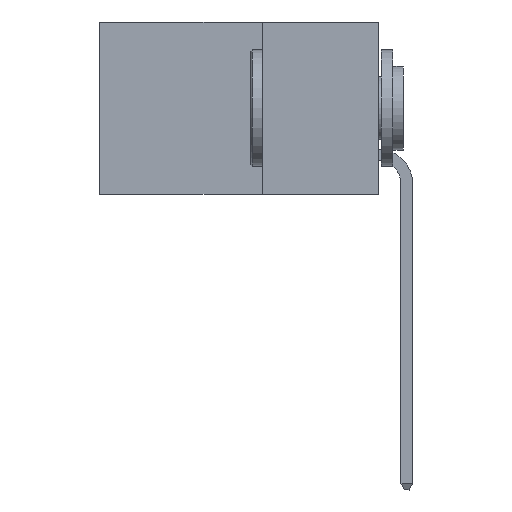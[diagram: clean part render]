
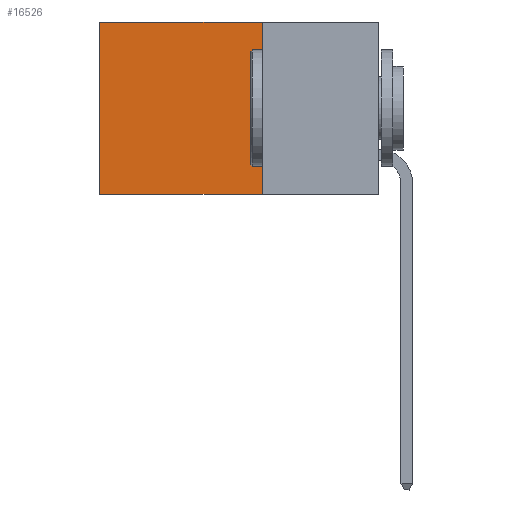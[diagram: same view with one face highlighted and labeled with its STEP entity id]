
A CAD part, left-side view. The second image highlights one B-rep face of the part: STEP entity #16526.
In plain terms, the highlighted planar face has unit normal (-1, 0, 0).
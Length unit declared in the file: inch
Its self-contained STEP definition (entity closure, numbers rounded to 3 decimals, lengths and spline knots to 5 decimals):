
#564 = DIRECTION ( 'NONE',  ( 0., 1., 0. ) ) ;
#764 = VERTEX_POINT ( 'NONE', #19603 ) ;
#1924 = DIRECTION ( 'NONE',  ( 1., 0., 0. ) ) ;
#4053 = CARTESIAN_POINT ( 'NONE',  ( 0.2615, 0.25, 0. ) ) ;
#4466 = VERTEX_POINT ( 'NONE', #7558 ) ;
#5093 = DIRECTION ( 'NONE',  ( 0., 0., -1. ) ) ;
#5512 = CARTESIAN_POINT ( 'NONE',  ( 0.2615, 0.6, -0.37 ) ) ;
#6607 = ORIENTED_EDGE ( 'NONE', *, *, #7909, .F. ) ;
#7558 = CARTESIAN_POINT ( 'NONE',  ( 0.2615, 0.6, 0. ) ) ;
#7757 = VECTOR ( 'NONE', #564, 39.37008 ) ;
#7909 = EDGE_CURVE ( 'NONE', #11378, #764, #9781, .T. ) ;
#9625 = DIRECTION ( 'NONE',  ( 0., 0., -1. ) ) ;
#9778 = VECTOR ( 'NONE', #19714, 39.37008 ) ;
#9781 = LINE ( 'NONE', #12078, #12049 ) ;
#9835 = PLANE ( 'NONE',  #16908 ) ;
#10160 = CARTESIAN_POINT ( 'NONE',  ( 0.2615, 0.25, -0.37 ) ) ;
#10744 = EDGE_CURVE ( 'NONE', #764, #20015, #11397, .T. ) ;
#11378 = VERTEX_POINT ( 'NONE', #19880 ) ;
#11397 = LINE ( 'NONE', #10160, #7757 ) ;
#11964 = DIRECTION ( 'NONE',  ( 0., 1., 0. ) ) ;
#12049 = VECTOR ( 'NONE', #5093, 39.37008 ) ;
#12078 = CARTESIAN_POINT ( 'NONE',  ( 0.2615, 0.25, -0.37 ) ) ;
#13012 = EDGE_CURVE ( 'NONE', #4466, #20015, #19835, .T. ) ;
#14212 = ORIENTED_EDGE ( 'NONE', *, *, #13012, .T. ) ;
#15703 = ORIENTED_EDGE ( 'NONE', *, *, #16140, .T. ) ;
#15709 = ORIENTED_EDGE ( 'NONE', *, *, #10744, .F. ) ;
#16140 = EDGE_CURVE ( 'NONE', #11378, #4466, #17036, .T. ) ;
#16255 = CARTESIAN_POINT ( 'NONE',  ( 0.2615, 0.25, -0.37 ) ) ;
#16526 = ADVANCED_FACE ( 'NONE', ( #17810 ), #9835, .F. ) ;
#16534 = VECTOR ( 'NONE', #11964, 39.37008 ) ;
#16602 = EDGE_LOOP ( 'NONE', ( #14212, #15709, #6607, #15703 ) ) ;
#16908 = AXIS2_PLACEMENT_3D ( 'NONE', #16255, #1924, #9625 ) ;
#17036 = LINE ( 'NONE', #4053, #16534 ) ;
#17810 = FACE_OUTER_BOUND ( 'NONE', #16602, .T. ) ;
#18593 = CARTESIAN_POINT ( 'NONE',  ( 0.2615, 0.6, -0.37 ) ) ;
#19603 = CARTESIAN_POINT ( 'NONE',  ( 0.2615, 0.25, -0.37 ) ) ;
#19714 = DIRECTION ( 'NONE',  ( 0., 0., -1. ) ) ;
#19835 = LINE ( 'NONE', #5512, #9778 ) ;
#19880 = CARTESIAN_POINT ( 'NONE',  ( 0.2615, 0.25, 0. ) ) ;
#20015 = VERTEX_POINT ( 'NONE', #18593 ) ;
